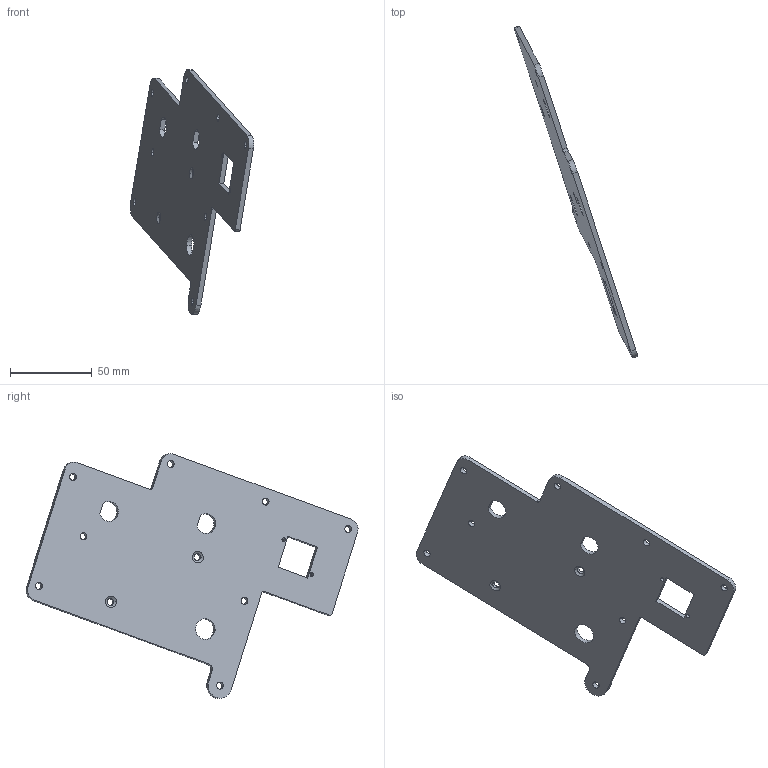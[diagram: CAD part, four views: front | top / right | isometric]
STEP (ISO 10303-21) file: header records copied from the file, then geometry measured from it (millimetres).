
FILE_DESCRIPTION (( 'STEP AP214' ), '1' );
FILE_NAME ('DISP-EMC Panel Backplate.STEP', '2020-11-07T09:21:40', ( '' ), ( '' ), 'SwSTEP 2.0', 'SolidWorks 2020', '' );
FILE_SCHEMA (( 'AUTOMOTIVE_DESIGN' ));
Length unit declared in the file: inch
Products named in the file (1): DISP-EMC Panel Backplate
Bounding box: 75.31 x 202.52 x 149.27 mm (x, y, z)
Volume: 54243.4 mm3; surface area: 37248.5 mm2
Topology: 1 solids, 1 shells, 62 faces, 176 edges, 116 vertices
Faces by surface type: cylinder 41, plane 17, cone 4
Entity records: 2158 total; most frequent: DIRECTION 388, CARTESIAN_POINT 355, ORIENTED_EDGE 352, EDGE_CURVE 176, AXIS2_PLACEMENT_3D 149, VERTEX_POINT 116, EDGE_LOOP 94, VECTOR 90
